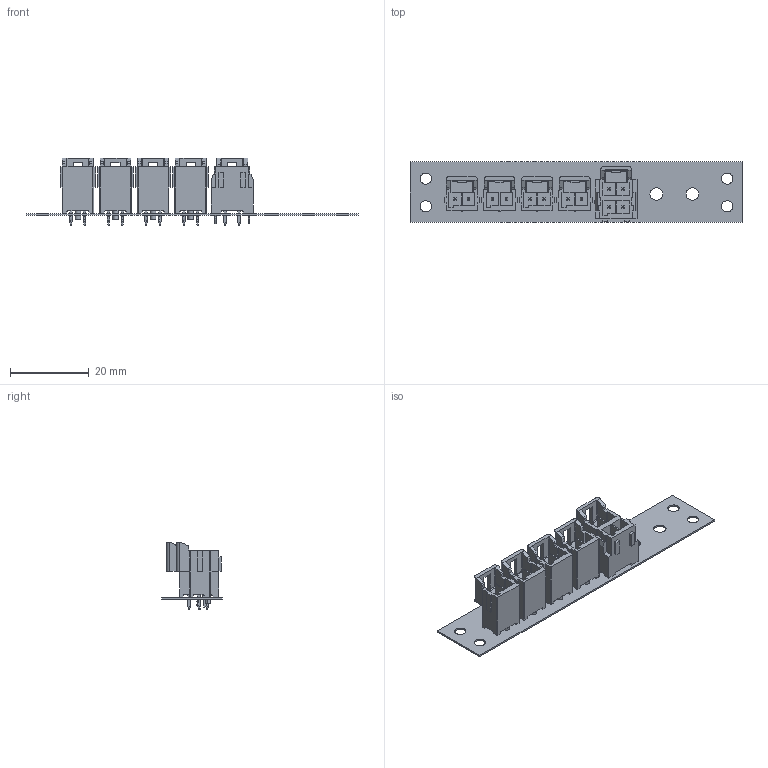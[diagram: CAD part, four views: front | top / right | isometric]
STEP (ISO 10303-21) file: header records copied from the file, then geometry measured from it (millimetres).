
FILE_DESCRIPTION(('Open CASCADE Model'),'2;1');
FILE_NAME('Open CASCADE Shape Model','2017-03-19T16:48:29',('Author'),( 'Open CASCADE'),'Open CASCADE STEP processor 6.8','Open CASCADE 6.8' ,'Unknown');
FILE_SCHEMA(('AUTOMOTIVE_DESIGN { 1 0 10303 214 1 1 1 1 }'));
Length unit declared in the file: millimetre
Products named in the file (13): PCB; Board; P5; 1722991104; Open CASCADE STEP translator 6.8 1.2.1.1; Open CASCADE STEP translator 6.8 1.2.1.2; P4; 1722861102; Open CASCADE STEP translator 6.8 1.3.1.1; Open CASCADE STEP translator 6.8 1.3.1.2; P3; P2; P1
Assembly tree (15 placements, depth 4):
  PCB
    Board
    P5
      1722991104
        Open CASCADE STEP translator 6.8 1.2.1.1
        Open CASCADE STEP translator 6.8 1.2.1.2
    P4
      1722861102
        Open CASCADE STEP translator 6.8 1.3.1.1
        Open CASCADE STEP translator 6.8 1.3.1.2
    P3
      1722861102
        Open CASCADE STEP translator 6.8 1.3.1.1
        Open CASCADE STEP translator 6.8 1.3.1.2
    P2
      1722861102
        Open CASCADE STEP translator 6.8 1.3.1.1
        Open CASCADE STEP translator 6.8 1.3.1.2
    P1
      1722861102
        Open CASCADE STEP translator 6.8 1.3.1.1
        Open CASCADE STEP translator 6.8 1.3.1.2
Bounding box: 84.25 x 15.25 x 17.2 mm (x, y, z)
Volume: 2928 mm3; surface area: 7333.5 mm2
Topology: 6 solids, 6 shells, 983 faces, 2712 edges, 1800 vertices
Faces by surface type: plane 687, cylinder 286, sphere 10
Full cylindrical faces by diameter (mm): 1.02 x4, 1.05 x8, 1.6 x4, 2.3 x2, 2.845 x4, 3.2 x2
Entity records: 44860 total; most frequent: CARTESIAN_POINT 18063, DIRECTION 4746, LINE 3069, VECTOR 3069, ORIENTED_EDGE 2720, PCURVE 2720, DEFINITIONAL_REPRESENTATION 2720, EDGE_CURVE 1360
